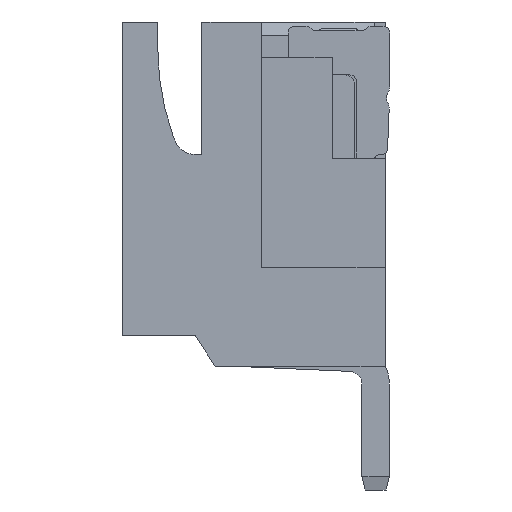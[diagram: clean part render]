
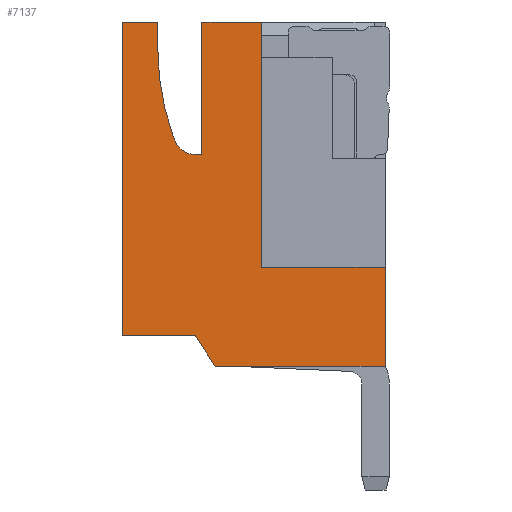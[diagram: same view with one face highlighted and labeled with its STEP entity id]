
A CAD part, left-side view. The second image highlights one B-rep face of the part: STEP entity #7137.
In plain terms, the highlighted planar face has unit normal (-1, 0, 0).
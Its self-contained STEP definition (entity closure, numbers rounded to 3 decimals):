
#1=DIRECTION('',(0.,0.541,0.841));
#2=VECTOR('',#1,0.832);
#3=CARTESIAN_POINT('',(1.25,-2.1,-7.8));
#4=LINE('',#3,#2);
#5=CARTESIAN_POINT('',(1.25,-6.622,-0.6));
#6=DIRECTION('',(-1.,0.,0.));
#7=DIRECTION('',(0.,1.,0.));
#8=AXIS2_PLACEMENT_3D('',#5,#6,#7);
#10=DIRECTION('',(0.,-0.342,-0.94));
#11=VECTOR('',#10,0.085);
#12=CARTESIAN_POINT('',(1.25,-1.151,-2.591));
#13=LINE('',#12,#11);
#14=CARTESIAN_POINT('',(1.25,-1.65,-2.5));
#15=DIRECTION('',(-1.,0.,0.));
#16=DIRECTION('',(0.,0.94,-0.342));
#17=AXIS2_PLACEMENT_3D('',#14,#15,#16);
#19=DIRECTION('',(0.,0.,1.));
#20=VECTOR('',#19,5.55);
#21=CARTESIAN_POINT('',(1.25,-3.15,-5.55));
#22=LINE('',#21,#20);
#31=DIRECTION('',(0.,1.,0.));
#32=VECTOR('',#31,1.35);
#33=CARTESIAN_POINT('',(1.25,-3.15,0.));
#34=LINE('',#33,#32);
#989=DIRECTION('',(0.,0.,-1.));
#990=VECTOR('',#989,3.);
#991=CARTESIAN_POINT('',(1.25,-1.8,0.));
#992=LINE('',#991,#990);
#993=DIRECTION('',(0.,1.,0.));
#994=VECTOR('',#993,0.15);
#995=CARTESIAN_POINT('',(1.25,-1.8,-3.));
#996=LINE('',#995,#994);
#1066=DIRECTION('',(0.,0.,1.));
#1067=VECTOR('',#1066,0.6);
#1068=CARTESIAN_POINT('',(1.25,-0.8,-0.6));
#1069=LINE('',#1068,#1067);
#1137=DIRECTION('',(0.,0.,-1.));
#1138=VECTOR('',#1137,7.1);
#1139=CARTESIAN_POINT('',(1.25,0.,0.));
#1140=LINE('',#1139,#1138);
#1341=DIRECTION('',(0.,1.,0.));
#1342=VECTOR('',#1341,0.8);
#1343=CARTESIAN_POINT('',(1.25,-0.8,0.));
#1344=LINE('',#1343,#1342);
#1349=DIRECTION('',(0.,-1.,0.));
#1350=VECTOR('',#1349,1.65);
#1351=CARTESIAN_POINT('',(1.25,0.,-7.1));
#1352=LINE('',#1351,#1350);
#1453=DIRECTION('',(0.,-1.,0.));
#1454=VECTOR('',#1453,3.85);
#1455=CARTESIAN_POINT('',(1.25,-2.1,-7.8));
#1456=LINE('',#1455,#1454);
#1501=DIRECTION('',(0.,0.,1.));
#1502=VECTOR('',#1501,2.25);
#1503=CARTESIAN_POINT('',(1.25,-5.95,-7.8));
#1504=LINE('',#1503,#1502);
#1746=DIRECTION('',(0.,1.,0.));
#1747=VECTOR('',#1746,2.8);
#1748=CARTESIAN_POINT('',(1.25,-5.95,-5.55));
#1749=LINE('',#1748,#1747);
#5422=CARTESIAN_POINT('',(1.25,-5.95,-5.55));
#5423=CARTESIAN_POINT('',(1.25,-3.15,-5.55));
#5424=VERTEX_POINT('',#5422);
#5425=VERTEX_POINT('',#5423);
#5426=CARTESIAN_POINT('',(1.25,-5.95,-7.8));
#5427=VERTEX_POINT('',#5426);
#5428=CARTESIAN_POINT('',(1.25,-2.1,-7.8));
#5429=VERTEX_POINT('',#5428);
#5430=CARTESIAN_POINT('',(1.25,-1.65,-7.1));
#5431=VERTEX_POINT('',#5430);
#5432=CARTESIAN_POINT('',(1.25,0.,-7.1));
#5433=VERTEX_POINT('',#5432);
#5434=CARTESIAN_POINT('',(1.25,0.,0.));
#5435=VERTEX_POINT('',#5434);
#5436=CARTESIAN_POINT('',(1.25,-0.8,0.));
#5437=VERTEX_POINT('',#5436);
#5438=CARTESIAN_POINT('',(1.25,-0.8,-0.6));
#5439=VERTEX_POINT('',#5438);
#5440=CARTESIAN_POINT('',(1.25,-1.151,-2.591));
#5441=VERTEX_POINT('',#5440);
#5442=CARTESIAN_POINT('',(1.25,-1.18,-2.671));
#5443=VERTEX_POINT('',#5442);
#5444=CARTESIAN_POINT('',(1.25,-1.65,-3.));
#5445=VERTEX_POINT('',#5444);
#5446=CARTESIAN_POINT('',(1.25,-1.8,-3.));
#5447=VERTEX_POINT('',#5446);
#5448=CARTESIAN_POINT('',(1.25,-1.8,0.));
#5449=VERTEX_POINT('',#5448);
#5450=CARTESIAN_POINT('',(1.25,-3.15,0.));
#5451=VERTEX_POINT('',#5450);
#7100=CARTESIAN_POINT('',(1.25,-2.975,-3.9));
#7101=DIRECTION('',(1.,0.,0.));
#7102=DIRECTION('',(0.,-1.,0.));
#7103=AXIS2_PLACEMENT_3D('',#7100,#7101,#7102);
#7104=PLANE('',#7103);
#7106=ORIENTED_EDGE('',*,*,#7105,.F.);
#7108=ORIENTED_EDGE('',*,*,#7107,.F.);
#7110=ORIENTED_EDGE('',*,*,#7109,.F.);
#7112=ORIENTED_EDGE('',*,*,#7111,.F.);
#7114=ORIENTED_EDGE('',*,*,#7113,.T.);
#7116=ORIENTED_EDGE('',*,*,#7115,.F.);
#7118=ORIENTED_EDGE('',*,*,#7117,.F.);
#7120=ORIENTED_EDGE('',*,*,#7119,.F.);
#7122=ORIENTED_EDGE('',*,*,#7121,.F.);
#7124=ORIENTED_EDGE('',*,*,#7123,.T.);
#7126=ORIENTED_EDGE('',*,*,#7125,.T.);
#7128=ORIENTED_EDGE('',*,*,#7127,.T.);
#7130=ORIENTED_EDGE('',*,*,#7129,.F.);
#7132=ORIENTED_EDGE('',*,*,#7131,.F.);
#7134=ORIENTED_EDGE('',*,*,#7133,.F.);
#7135=EDGE_LOOP('',(#7106,#7108,#7110,#7112,#7114,#7116,#7118,#7120,#7122,#7124,
#7126,#7128,#7130,#7132,#7134));
#7136=FACE_OUTER_BOUND('',#7135,.F.);
#9=CIRCLE('',#8,5.822);
#18=CIRCLE('',#17,0.5);
#7105=EDGE_CURVE('',#5425,#5451,#22,.T.);
#7107=EDGE_CURVE('',#5424,#5425,#1749,.T.);
#7109=EDGE_CURVE('',#5427,#5424,#1504,.T.);
#7111=EDGE_CURVE('',#5429,#5427,#1456,.T.);
#7113=EDGE_CURVE('',#5429,#5431,#4,.T.);
#7115=EDGE_CURVE('',#5433,#5431,#1352,.T.);
#7117=EDGE_CURVE('',#5435,#5433,#1140,.T.);
#7119=EDGE_CURVE('',#5437,#5435,#1344,.T.);
#7121=EDGE_CURVE('',#5439,#5437,#1069,.T.);
#7123=EDGE_CURVE('',#5439,#5441,#9,.T.);
#7125=EDGE_CURVE('',#5441,#5443,#13,.T.);
#7127=EDGE_CURVE('',#5443,#5445,#18,.T.);
#7129=EDGE_CURVE('',#5447,#5445,#996,.T.);
#7131=EDGE_CURVE('',#5449,#5447,#992,.T.);
#7133=EDGE_CURVE('',#5451,#5449,#34,.T.);
#7137=ADVANCED_FACE('',(#7136),#7104,.F.);
